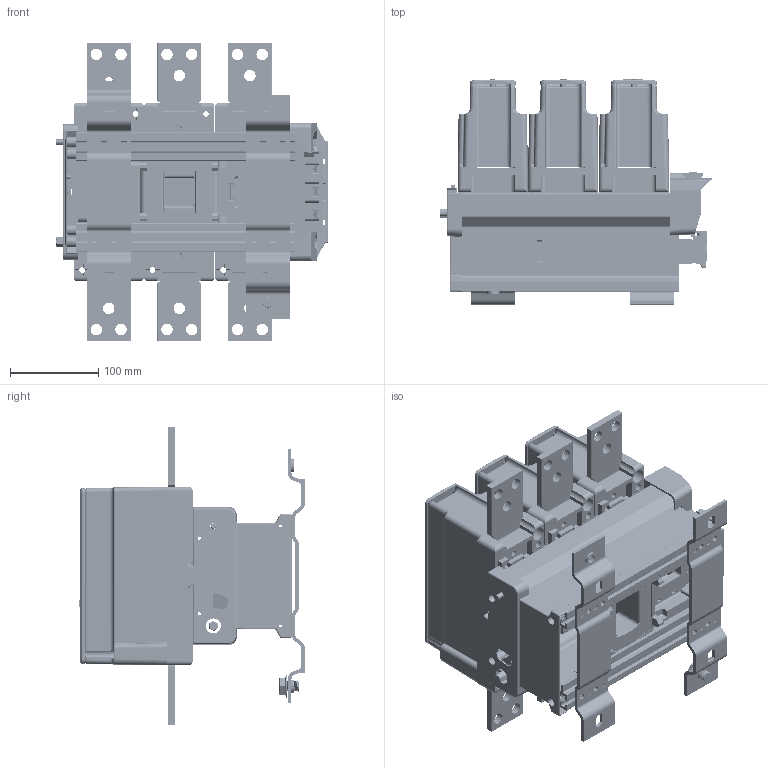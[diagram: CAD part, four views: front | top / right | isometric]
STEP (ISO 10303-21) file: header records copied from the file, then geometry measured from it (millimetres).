
FILE_DESCRIPTION((''),'2;1');
FILE_NAME('MAIN-1300_ASM_ASM','2015-06-29T',('Administrator'),(''),'PRO/ENGINEER BY PARAMETRIC TECHNOLOGY CORPORATION, 2008380','PRO/ENGINEER BY PARAMETRIC TECHNOLOGY CORPORATION, 2008380','');
FILE_SCHEMA(('CONFIG_CONTROL_DESIGN'));
Length unit declared in the file: millimetre
Products named in the file (38): DIZUO-630_53; LIAMJIEBAN-1300_15; MIEHUZHAO-630_AF1_68; MIEHUZHAO-630_AF0_ASM_11_ASM; DIZUO-630_AF0_ASM_28_ASM; JIZUO-LEFT_22; JIZUO-RIGHT_5; MIEHUZHAO-630_AF3_68; MIEHUZHAO-630_AF2_ASM_11_ASM; DIZUO-630_AF1_ASM_28_ASM; MIEHUZHAO-630_AF5_68; MIEHUZHAO-630_AF4_ASM_11_ASM; DIZUO-630_AF2_ASM_28_ASM; DIBAN_12; BUOCHEBAN-630_37; LIANGAN-CHE_7; BUOCHEBAN-630_ASM_7_ASM; HOUCHEBAN-630_63; LIANGAN-DUCK_20; HOUCHEBAN-630_ASM_8_ASM; MIANBAN-630-01_AF0_14; MIANBAN-630-01_AF1_14; MIANBAN-630-03_AF0_10; COIL-OUTLINE_61; DIN-TIE630_16; JINGTIE630_ASM_11_ASM; ZHAO-COIL630_15; COIL-630_ASM_26_ASM; 6-STEEL-630_3; LIANGAN-630_ASM_15_ASM; GEAR-PIX630_7; GEAR-PIX630_ASM_13_ASM; SCREW-M12X16_3; SCREW-PIANX12_4; SCREW-GROUND_ASM_2_ASM; WORD-KM1_AF0_4; MAIN-1300_ASM_83_ASM; MAIN-1300_ASM_ASM
Assembly tree (46 placements, depth 5):
  MAIN-1300_ASM_ASM
    MAIN-1300_ASM_83_ASM
      DIZUO-630_AF0_ASM_28_ASM
        DIZUO-630_53
        LIAMJIEBAN-1300_15  x2
        MIEHUZHAO-630_AF0_ASM_11_ASM
          MIEHUZHAO-630_AF1_68
      JIZUO-LEFT_22
      JIZUO-RIGHT_5
      DIZUO-630_AF1_ASM_28_ASM
        DIZUO-630_53
        LIAMJIEBAN-1300_15  x2
        MIEHUZHAO-630_AF2_ASM_11_ASM
          MIEHUZHAO-630_AF3_68
      DIZUO-630_AF2_ASM_28_ASM
        DIZUO-630_53
        LIAMJIEBAN-1300_15  x2
        MIEHUZHAO-630_AF4_ASM_11_ASM
          MIEHUZHAO-630_AF5_68
      DIBAN_12  x2
      BUOCHEBAN-630_ASM_7_ASM
        BUOCHEBAN-630_37
        LIANGAN-CHE_7
      HOUCHEBAN-630_ASM_8_ASM
        HOUCHEBAN-630_63
        LIANGAN-DUCK_20  x2
      MIANBAN-630-01_AF0_14
      MIANBAN-630-01_AF1_14
      MIANBAN-630-03_AF0_10
      COIL-630_ASM_26_ASM
        COIL-OUTLINE_61
        JINGTIE630_ASM_11_ASM
          DIN-TIE630_16
        ZHAO-COIL630_15
      LIANGAN-630_ASM_15_ASM
        6-STEEL-630_3
      GEAR-PIX630_ASM_13_ASM
        GEAR-PIX630_7
      SCREW-GROUND_ASM_2_ASM
        SCREW-M12X16_3
        SCREW-PIANX12_4
      WORD-KM1_AF0_4
Bounding box: 309.2 x 255.6 x 337.9 mm (x, y, z)
Volume: 3203543.2 mm3; surface area: 1336336 mm2
Topology: 32 solids, 33 shells, 7401 faces, 21138 edges, 13847 vertices
Faces by surface type: plane 4491, cylinder 2223, bspline 283, torus 179, cone 176, sphere 46, extrusion 3
Entity records: 212333 total; most frequent: CARTESIAN_POINT 61297, ORIENTED_EDGE 33054, DIRECTION 29406, EDGE_CURVE 16533, VECTOR 10838, LINE 10835, VERTEX_POINT 10828, AXIS2_PLACEMENT_3D 9284
